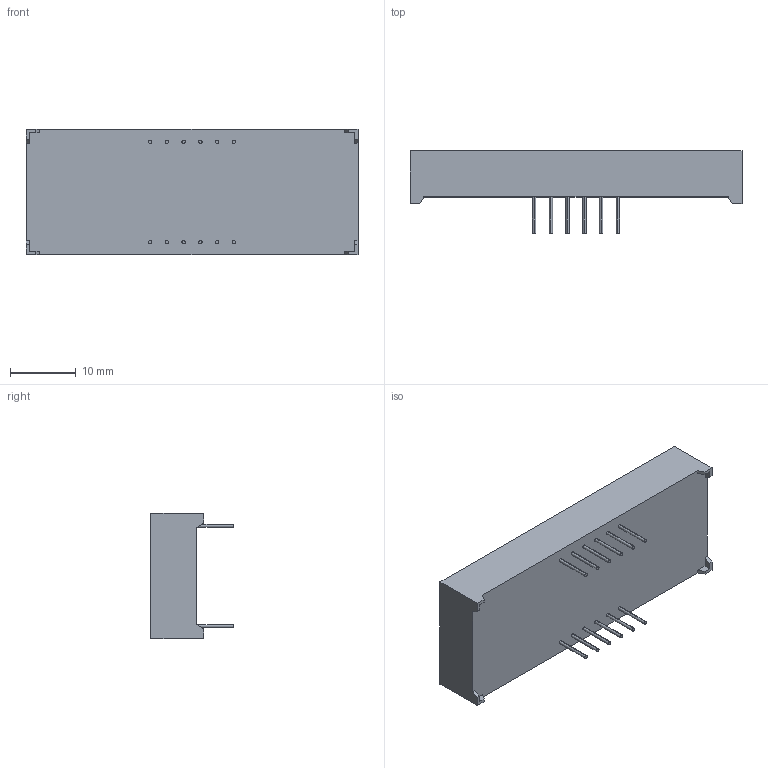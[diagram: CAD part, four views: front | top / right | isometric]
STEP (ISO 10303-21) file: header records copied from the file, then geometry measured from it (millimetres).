
FILE_DESCRIPTION (( 'STEP AP214' ), '1' );
FILE_NAME ('F511-2.STEP', '2013-10-24T02:37:26', ( 'icepak' ), ( '' ), 'SwSTEP 2.0', 'SolidWorks 2007', '' );
FILE_SCHEMA (( 'AUTOMOTIVE_DESIGN' ));
Length unit declared in the file: millimetre
Products named in the file (1): F511-2
Bounding box: 50.4 x 12.5 x 19 mm (x, y, z)
Volume: 6718 mm3; surface area: 3028.1 mm2
Topology: 1 solids, 1 shells, 254 faces, 624 edges, 416 vertices
Faces by surface type: plane 206, cylinder 48
Entity records: 7854 total; most frequent: CARTESIAN_POINT 1295, ORIENTED_EDGE 1248, DIRECTION 1230, EDGE_CURVE 624, VECTOR 528, LINE 528, VERTEX_POINT 416, AXIS2_PLACEMENT_3D 351
